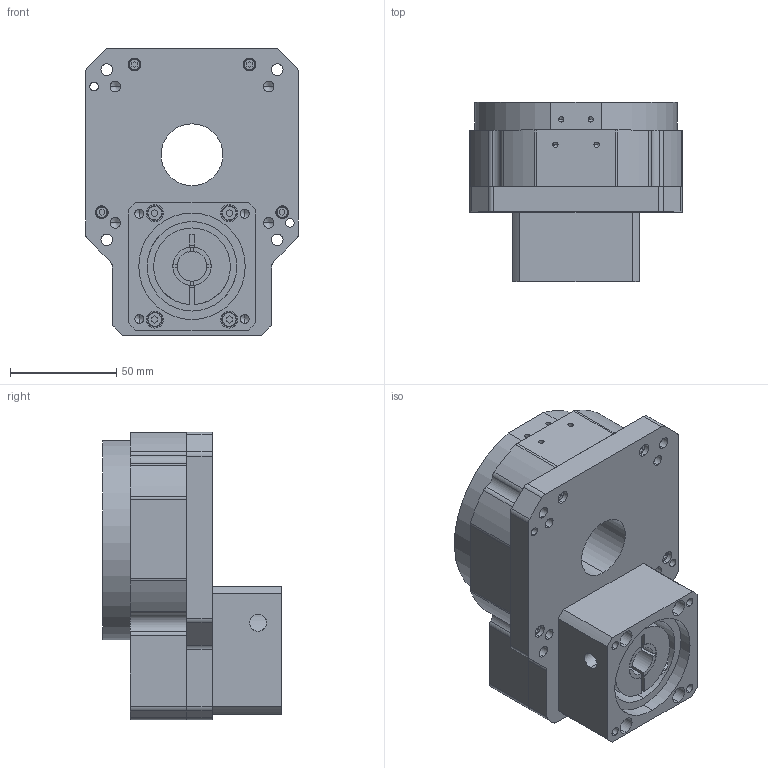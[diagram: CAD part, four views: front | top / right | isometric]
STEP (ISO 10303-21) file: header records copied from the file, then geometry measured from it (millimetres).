
FILE_DESCRIPTION (( 'STEP AP203' ), '1' );
FILE_NAME ('HRP100-8-14-50-70-M5_2023.STEP', '2023-05-19T09:03:25', ( '' ), ( '' ), 'SwSTEP 2.0', 'SolidWorks 2016', '' );
FILE_SCHEMA (( 'CONFIG_CONTROL_DESIGN' ));
Length unit declared in the file: millimetre
Products named in the file (1): HRP100-8-14-50-70-M5_2023
Bounding box: 100 x 84 x 135 mm (x, y, z)
Volume: 581392.6 mm3; surface area: 74798.5 mm2
Topology: 1 solids, 9 shells, 409 faces, 1007 edges, 640 vertices
Faces by surface type: cylinder 195, plane 162, cone 36, torus 16
Entity records: 12280 total; most frequent: CARTESIAN_POINT 2243, DIRECTION 2239, ORIENTED_EDGE 1942, EDGE_CURVE 971, AXIS2_PLACEMENT_3D 866, VERTEX_POINT 640, VECTOR 507, LINE 507
